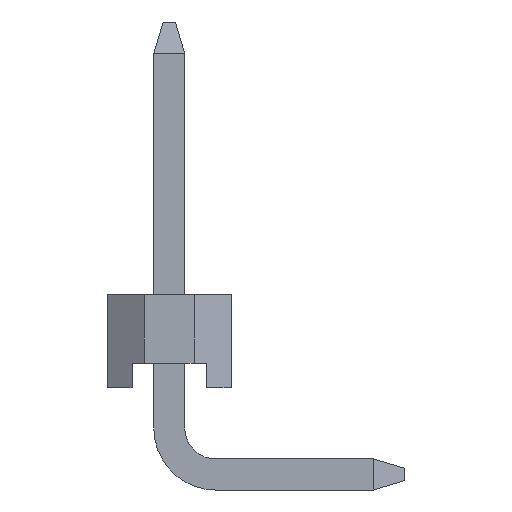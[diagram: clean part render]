
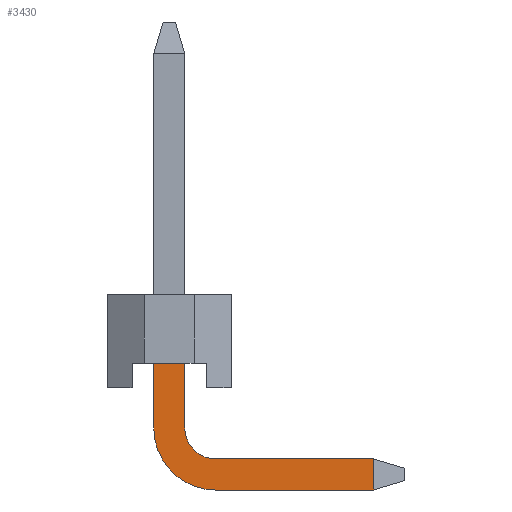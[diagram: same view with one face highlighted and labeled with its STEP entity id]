
A CAD part, left-side view. The second image highlights one B-rep face of the part: STEP entity #3430.
In plain terms, the highlighted planar face has unit normal (-1, 0, 0).
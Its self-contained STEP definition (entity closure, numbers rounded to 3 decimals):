
#39=PLANE('',#3667);
#232=FACE_OUTER_BOUND('',#428,.T.);
#428=EDGE_LOOP('',(#2497,#2498,#2499,#2500,#2501,#2502,#2503,#2504));
#664=LINE('',#4902,#1138);
#669=LINE('',#4917,#1143);
#672=LINE('',#4923,#1146);
#673=LINE('',#4924,#1147);
#674=LINE('',#4926,#1148);
#675=LINE('',#4927,#1149);
#1138=VECTOR('',#3969,1.3);
#1143=VECTOR('',#3982,1.3);
#1146=VECTOR('',#3987,1.3);
#1147=VECTOR('',#3988,10.);
#1148=VECTOR('',#3989,1.3);
#1149=VECTOR('',#3990,0.5);
#1577=CIRCLE('',#3660,0.5);
#1580=CIRCLE('',#3665,1.);
#1635=VERTEX_POINT('',#4892);
#1636=VERTEX_POINT('',#4893);
#1639=VERTEX_POINT('',#4901);
#1643=VERTEX_POINT('',#4910);
#1644=VERTEX_POINT('',#4912);
#1645=VERTEX_POINT('',#4916);
#1647=VERTEX_POINT('',#4922);
#1648=VERTEX_POINT('',#4925);
#1964=EDGE_CURVE('',#1635,#1636,#1577,.T.);
#1968=EDGE_CURVE('',#1639,#1636,#664,.T.);
#1973=EDGE_CURVE('',#1643,#1644,#1580,.T.);
#1975=EDGE_CURVE('',#1645,#1644,#669,.T.);
#1978=EDGE_CURVE('',#1643,#1647,#672,.T.);
#1979=EDGE_CURVE('',#1639,#1647,#673,.T.);
#1980=EDGE_CURVE('',#1635,#1648,#674,.T.);
#1981=EDGE_CURVE('',#1648,#1645,#675,.T.);
#2497=ORIENTED_EDGE('',*,*,#1973,.F.);
#2498=ORIENTED_EDGE('',*,*,#1978,.T.);
#2499=ORIENTED_EDGE('',*,*,#1979,.F.);
#2500=ORIENTED_EDGE('',*,*,#1968,.T.);
#2501=ORIENTED_EDGE('',*,*,#1964,.F.);
#2502=ORIENTED_EDGE('',*,*,#1980,.T.);
#2503=ORIENTED_EDGE('',*,*,#1981,.T.);
#2504=ORIENTED_EDGE('',*,*,#1975,.T.);
#3430=ADVANCED_FACE('',(#232),#39,.T.);
#3660=AXIS2_PLACEMENT_3D('',#4894,#3961,#3962);
#3665=AXIS2_PLACEMENT_3D('',#4913,#3977,#3978);
#3667=AXIS2_PLACEMENT_3D('',#4921,#3985,#3986);
#3961=DIRECTION('center_axis',(-1.,0.,0.));
#3962=DIRECTION('ref_axis',(0.,0.707,-0.707));
#3969=DIRECTION('',(0.,1.,0.));
#3977=DIRECTION('center_axis',(1.,0.,0.));
#3978=DIRECTION('ref_axis',(0.,0.707,-0.707));
#3982=DIRECTION('',(0.,0.,-1.));
#3985=DIRECTION('center_axis',(-1.,0.,0.));
#3986=DIRECTION('ref_axis',(0.,0.,
-1.));
#3987=DIRECTION('',(0.,-1.,0.));
#3988=DIRECTION('',(0.,0.,-1.));
#3989=DIRECTION('',(0.,0.,1.));
#3990=DIRECTION('',(0.,1.,0.));
#4892=CARTESIAN_POINT('',(-19.997,12.762,-2.571));
#4893=CARTESIAN_POINT('',(-19.997,12.262,-3.071));
#4894=CARTESIAN_POINT('Origin',(-19.997,12.262,-2.571));
#4901=CARTESIAN_POINT('',(-19.997,9.714,-3.071));
#4902=CARTESIAN_POINT('',(-19.997,9.014,-3.071));
#4910=CARTESIAN_POINT('',(-19.997,12.262,-3.571));
#4912=CARTESIAN_POINT('',(-19.997,13.262,-2.571));
#4913=CARTESIAN_POINT('Origin',(-19.997,12.262,-2.571));
#4916=CARTESIAN_POINT('',(-19.997,13.262,-1.525));
#4917=CARTESIAN_POINT('',(-19.997,13.262,1.575));
#4921=CARTESIAN_POINT('Origin',(-19.997,16.014,-3.231));
#4922=CARTESIAN_POINT('',(-19.997,9.714,-3.571));
#4923=CARTESIAN_POINT('',(-19.997,15.514,-3.571));
#4924=CARTESIAN_POINT('',(-19.997,9.714,-3.196));
#4925=CARTESIAN_POINT('',(-19.997,12.762,-1.525));
#4926=CARTESIAN_POINT('',(-19.997,12.762,-4.925));
#4927=CARTESIAN_POINT('',(-19.997,11.247,-1.525));
